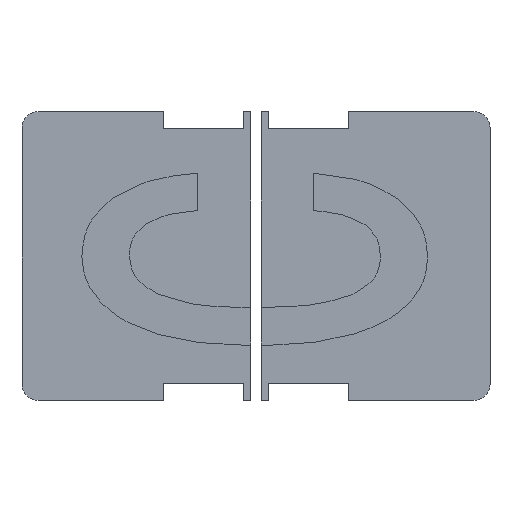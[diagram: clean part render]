
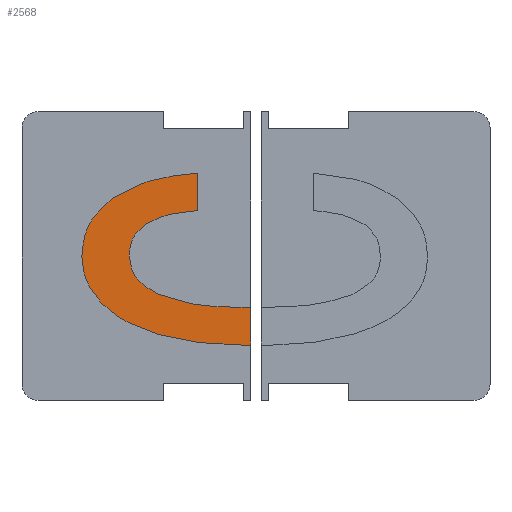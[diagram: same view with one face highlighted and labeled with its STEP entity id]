
A CAD part, top view. The second image highlights one B-rep face of the part: STEP entity #2568.
In plain terms, the highlighted planar face has unit normal (0, 0, 1).
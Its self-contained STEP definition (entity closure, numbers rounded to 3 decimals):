
#104=FACE_OUTER_BOUND('',#249,.T.);
#249=EDGE_LOOP('',(#1699,#1700,#1701,#1702,#1703,#1704,#1705,#1706,#1707,
#1708,#1709,#1710,#1711));
#397=B_SPLINE_CURVE_WITH_KNOTS('',3,(#3265,#3266,#3267,#3268,#3269),
 .UNSPECIFIED.,.F.,.F.,(4,1,4),(0.,0.335,0.759),
 .UNSPECIFIED.);
#398=B_SPLINE_CURVE_WITH_KNOTS('',3,(#3271,#3272,#3273,#3274,#3275),
 .UNSPECIFIED.,.F.,.F.,(4,1,4),(0.,0.307,0.598),
 .UNSPECIFIED.);
#399=B_SPLINE_CURVE_WITH_KNOTS('',3,(#3277,#3278,#3279,#3280,#3281),
 .UNSPECIFIED.,.F.,.F.,(4,1,4),(0.,0.215,0.475),
 .UNSPECIFIED.);
#400=B_SPLINE_CURVE_WITH_KNOTS('',3,(#3283,#3284,#3285,#3286,#3287),
 .UNSPECIFIED.,.F.,.F.,(4,1,4),(0.,0.286,0.51),
 .UNSPECIFIED.);
#401=B_SPLINE_CURVE_WITH_KNOTS('',3,(#3291,#3292,#3293,#3294,#3295),
 .UNSPECIFIED.,.F.,.F.,(4,1,4),(0.,0.404,0.855),
 .UNSPECIFIED.);
#402=B_SPLINE_CURVE_WITH_KNOTS('',3,(#3297,#3298,#3299,#3300,#3301),
 .UNSPECIFIED.,.F.,.F.,(4,1,4),(0.,0.453,0.859),
 .UNSPECIFIED.);
#403=B_SPLINE_CURVE_WITH_KNOTS('',3,(#3303,#3304,#3305,#3306,#3307),
 .UNSPECIFIED.,.F.,.F.,(4,1,4),(0.,0.331,0.681),
 .UNSPECIFIED.);
#404=B_SPLINE_CURVE_WITH_KNOTS('',3,(#3309,#3310,#3311,#3312,#3313),
 .UNSPECIFIED.,.F.,.F.,(4,1,4),(0.,0.34,0.666),
 .UNSPECIFIED.);
#405=B_SPLINE_CURVE_WITH_KNOTS('',3,(#3314,#3315,#3316,#3317,#3318),
 .UNSPECIFIED.,.F.,.F.,(4,1,4),(0.,0.401,0.767),
 .UNSPECIFIED.);
#531=LINE('',#3259,#785);
#532=LINE('',#3261,#786);
#533=LINE('',#3263,#787);
#534=LINE('',#3289,#788);
#785=VECTOR('',#2825,10.);
#786=VECTOR('',#2826,10.);
#787=VECTOR('',#2827,10.);
#788=VECTOR('',#2828,10.);
#1039=VERTEX_POINT('',#3257);
#1040=VERTEX_POINT('',#3258);
#1041=VERTEX_POINT('',#3260);
#1042=VERTEX_POINT('',#3262);
#1043=VERTEX_POINT('',#3264);
#1044=VERTEX_POINT('',#3270);
#1045=VERTEX_POINT('',#3276);
#1046=VERTEX_POINT('',#3282);
#1047=VERTEX_POINT('',#3288);
#1048=VERTEX_POINT('',#3290);
#1049=VERTEX_POINT('',#3296);
#1050=VERTEX_POINT('',#3302);
#1051=VERTEX_POINT('',#3308);
#1303=EDGE_CURVE('',#1039,#1040,#531,.T.);
#1304=EDGE_CURVE('',#1039,#1041,#532,.T.);
#1305=EDGE_CURVE('',#1042,#1041,#533,.T.);
#1306=EDGE_CURVE('',#1043,#1042,#397,.T.);
#1307=EDGE_CURVE('',#1044,#1043,#398,.T.);
#1308=EDGE_CURVE('',#1045,#1044,#399,.T.);
#1309=EDGE_CURVE('',#1046,#1045,#400,.T.);
#1310=EDGE_CURVE('',#1047,#1046,#534,.T.);
#1311=EDGE_CURVE('',#1048,#1047,#401,.T.);
#1312=EDGE_CURVE('',#1049,#1048,#402,.T.);
#1313=EDGE_CURVE('',#1050,#1049,#403,.T.);
#1314=EDGE_CURVE('',#1051,#1050,#404,.T.);
#1315=EDGE_CURVE('',#1040,#1051,#405,.T.);
#1699=ORIENTED_EDGE('',*,*,#1303,.F.);
#1700=ORIENTED_EDGE('',*,*,#1304,.T.);
#1701=ORIENTED_EDGE('',*,*,#1305,.F.);
#1702=ORIENTED_EDGE('',*,*,#1306,.F.);
#1703=ORIENTED_EDGE('',*,*,#1307,.F.);
#1704=ORIENTED_EDGE('',*,*,#1308,.F.);
#1705=ORIENTED_EDGE('',*,*,#1309,.F.);
#1706=ORIENTED_EDGE('',*,*,#1310,.F.);
#1707=ORIENTED_EDGE('',*,*,#1311,.F.);
#1708=ORIENTED_EDGE('',*,*,#1312,.F.);
#1709=ORIENTED_EDGE('',*,*,#1313,.F.);
#1710=ORIENTED_EDGE('',*,*,#1314,.F.);
#1711=ORIENTED_EDGE('',*,*,#1315,.F.);
#2491=PLANE('',#2732);
#2568=ADVANCED_FACE('',(#104),#2491,.T.);
#2732=AXIS2_PLACEMENT_3D('',#3256,#2823,#2824);
#2823=DIRECTION('center_axis',(0.,0.,1.));
#2824=DIRECTION('ref_axis',(1.,0.,0.));
#2825=DIRECTION('',(-1.,0.,0.));
#2826=DIRECTION('',(0.,1.,0.));
#2827=DIRECTION('',(1.,0.,0.));
#2828=DIRECTION('',(0.,-1.,0.));
#3256=CARTESIAN_POINT('Origin',(21.4,27.,0.6));
#3257=CARTESIAN_POINT('',(42.8,10.332,0.6));
#3258=CARTESIAN_POINT('',(41.062,10.332,0.6));
#3259=CARTESIAN_POINT('',(31.231,10.332,0.6));
#3260=CARTESIAN_POINT('',(42.8,17.398,0.6));
#3261=CARTESIAN_POINT('',(42.8,54.,0.6));
#3262=CARTESIAN_POINT('',(40.586,17.398,0.6));
#3263=CARTESIAN_POINT('',(33.784,17.398,0.6));
#3264=CARTESIAN_POINT('',(25.312,19.901,0.6));
#3265=CARTESIAN_POINT('Ctrl Pts',(25.312,19.901,0.6));
#3266=CARTESIAN_POINT('Ctrl Pts',(27.408,19.187,0.6));
#3267=CARTESIAN_POINT('Ctrl Pts',(32.164,17.565,0.6));
#3268=CARTESIAN_POINT('Ctrl Pts',(37.566,17.458,0.6));
#3269=CARTESIAN_POINT('Ctrl Pts',(40.586,17.398,0.6));
#3270=CARTESIAN_POINT('',(20.077,26.966,0.6));
#3271=CARTESIAN_POINT('Ctrl Pts',(20.077,26.966,0.6));
#3272=CARTESIAN_POINT('Ctrl Pts',(20.27,25.537,0.6));
#3273=CARTESIAN_POINT('Ctrl Pts',(20.645,22.755,0.6));
#3274=CARTESIAN_POINT('Ctrl Pts',(23.785,20.835,0.6));
#3275=CARTESIAN_POINT('Ctrl Pts',(25.312,19.901,0.6));
#3276=CARTESIAN_POINT('',(23.105,32.947,0.6));
#3277=CARTESIAN_POINT('Ctrl Pts',(23.105,32.947,0.6));
#3278=CARTESIAN_POINT('Ctrl Pts',(22.224,32.138,0.6));
#3279=CARTESIAN_POINT('Ctrl Pts',(20.279,30.352,0.6));
#3280=CARTESIAN_POINT('Ctrl Pts',(20.148,28.163,0.6));
#3281=CARTESIAN_POINT('Ctrl Pts',(20.077,26.966,0.6));
#3282=CARTESIAN_POINT('',(32.884,35.506,0.6));
#3283=CARTESIAN_POINT('Ctrl Pts',(32.884,35.506,0.6));
#3284=CARTESIAN_POINT('Ctrl Pts',(30.86,35.324,0.6));
#3285=CARTESIAN_POINT('Ctrl Pts',(27.245,35.,0.6));
#3286=CARTESIAN_POINT('Ctrl Pts',(24.37,33.574,0.6));
#3287=CARTESIAN_POINT('Ctrl Pts',(23.105,32.947,0.6));
#3288=CARTESIAN_POINT('',(32.884,42.516,0.6));
#3289=CARTESIAN_POINT('',(32.884,31.253,0.6));
#3290=CARTESIAN_POINT('',(16.875,37.759,0.6));
#3291=CARTESIAN_POINT('Ctrl Pts',(16.875,37.759,0.6));
#3292=CARTESIAN_POINT('Ctrl Pts',(19.045,38.984,0.6));
#3293=CARTESIAN_POINT('Ctrl Pts',(23.637,41.577,0.6));
#3294=CARTESIAN_POINT('Ctrl Pts',(29.691,42.191,0.6));
#3295=CARTESIAN_POINT('Ctrl Pts',(32.884,42.516,0.6));
#3296=CARTESIAN_POINT('',(11.206,26.966,0.6));
#3297=CARTESIAN_POINT('Ctrl Pts',(11.206,26.966,0.6));
#3298=CARTESIAN_POINT('Ctrl Pts',(11.385,29.049,0.6));
#3299=CARTESIAN_POINT('Ctrl Pts',(11.725,32.995,0.6));
#3300=CARTESIAN_POINT('Ctrl Pts',(15.223,36.231,0.6));
#3301=CARTESIAN_POINT('Ctrl Pts',(16.875,37.759,0.6));
#3302=CARTESIAN_POINT('',(14.884,18.177,0.6));
#3303=CARTESIAN_POINT('Ctrl Pts',(14.884,18.177,0.6));
#3304=CARTESIAN_POINT('Ctrl Pts',(13.812,19.517,0.6));
#3305=CARTESIAN_POINT('Ctrl Pts',(11.606,22.275,0.6));
#3306=CARTESIAN_POINT('Ctrl Pts',(11.342,25.374,0.6));
#3307=CARTESIAN_POINT('Ctrl Pts',(11.206,26.966,0.6));
#3308=CARTESIAN_POINT('',(25.355,12.363,0.6));
#3309=CARTESIAN_POINT('Ctrl Pts',(25.355,12.363,0.6));
#3310=CARTESIAN_POINT('Ctrl Pts',(23.234,13.1,0.6));
#3311=CARTESIAN_POINT('Ctrl Pts',(19.076,14.543,0.6));
#3312=CARTESIAN_POINT('Ctrl Pts',(16.262,16.982,0.6));
#3313=CARTESIAN_POINT('Ctrl Pts',(14.884,18.177,0.6));
#3314=CARTESIAN_POINT('Ctrl Pts',(41.062,10.332,0.6));
#3315=CARTESIAN_POINT('Ctrl Pts',(38.235,10.401,0.6));
#3316=CARTESIAN_POINT('Ctrl Pts',(32.825,10.532,0.6));
#3317=CARTESIAN_POINT('Ctrl Pts',(27.769,11.771,0.6));
#3318=CARTESIAN_POINT('Ctrl Pts',(25.355,12.363,0.6));
